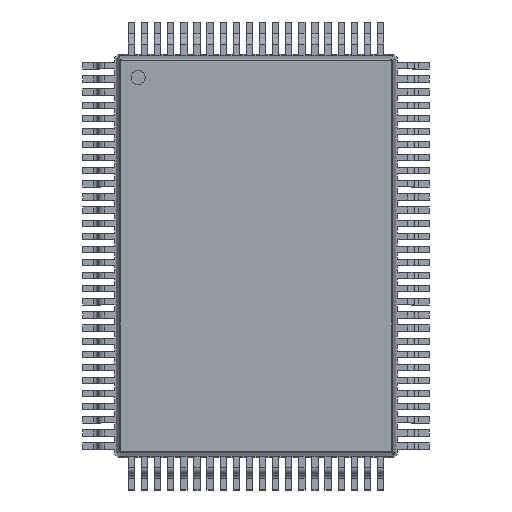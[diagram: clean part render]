
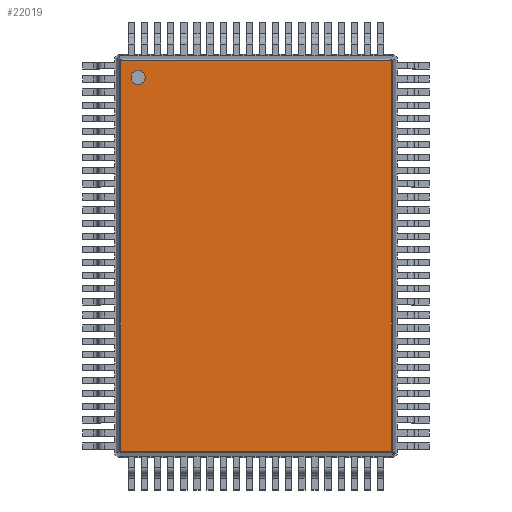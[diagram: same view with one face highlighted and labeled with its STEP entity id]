
A CAD part, top view. The second image highlights one B-rep face of the part: STEP entity #22019.
In plain terms, the highlighted planar face has unit normal (0, 0, 1).
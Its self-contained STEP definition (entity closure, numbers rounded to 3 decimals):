
#11375 = VERTEX_POINT('',#11376);
#11376 = CARTESIAN_POINT('',(-6.702,-9.68,2.8));
#11675 = EDGE_CURVE('',#11375,#11676,#11678,.T.);
#11676 = VERTEX_POINT('',#11677);
#11677 = CARTESIAN_POINT('',(-6.702,9.68,2.8));
#11678 = B_SPLINE_CURVE_WITH_KNOTS('',2,(#11679,#11680,#11681,#11682,
#11683),.UNSPECIFIED.,.F.,.F.,(3,1,1,3),(-0.993,
-0.043,19.439,20.389),.UNSPECIFIED.);
#11679 = CARTESIAN_POINT('',(-6.702,-10.691,2.8));
#11680 = CARTESIAN_POINT('',(-6.702,-10.216,2.8));
#11681 = CARTESIAN_POINT('',(-6.702,0.,2.8));
#11682 = CARTESIAN_POINT('',(-6.702,10.216,2.8));
#11683 = CARTESIAN_POINT('',(-6.702,10.691,2.8));
#21364 = EDGE_CURVE('',#11676,#21365,#21367,.T.);
#21365 = VERTEX_POINT('',#21366);
#21366 = CARTESIAN_POINT('',(-6.68,9.702,2.8));
#21367 = B_SPLINE_CURVE_WITH_KNOTS('',2,(#21368,#21369,#21370,#21371,
#21372),.UNSPECIFIED.,.F.,.F.,(3,1,1,3),(-0.346,
-0.043,0.111,0.414),.UNSPECIFIED.);
#21368 = CARTESIAN_POINT('',(-6.96,9.423,2.8));
#21369 = CARTESIAN_POINT('',(-6.853,9.53,2.8));
#21370 = CARTESIAN_POINT('',(-6.691,9.691,2.8));
#21371 = CARTESIAN_POINT('',(-6.53,9.853,2.8));
#21372 = CARTESIAN_POINT('',(-6.423,9.96,2.8));
#21694 = VERTEX_POINT('',#21695);
#21695 = CARTESIAN_POINT('',(-6.68,-9.702,2.8));
#21994 = EDGE_CURVE('',#21694,#11375,#21995,.T.);
#21995 = B_SPLINE_CURVE_WITH_KNOTS('',2,(#21996,#21997,#21998,#21999,
#22000),.UNSPECIFIED.,.F.,.F.,(3,1,1,3),(-0.346,
-0.043,0.111,0.414),.UNSPECIFIED.);
#21996 = CARTESIAN_POINT('',(-6.423,-9.96,2.8));
#21997 = CARTESIAN_POINT('',(-6.53,-9.853,2.8));
#21998 = CARTESIAN_POINT('',(-6.691,-9.691,2.8));
#21999 = CARTESIAN_POINT('',(-6.853,-9.53,2.8));
#22000 = CARTESIAN_POINT('',(-6.96,-9.423,2.8));
#22019 = ADVANCED_FACE('',(#22020,#22073),#22084,.T.);
#22020 = FACE_BOUND('',#22021,.T.);
#22021 = EDGE_LOOP('',(#22022,#22034,#22044,#22054,#22062,#22063,#22064,
#22065));
#22022 = ORIENTED_EDGE('',*,*,#22023,.F.);
#22023 = EDGE_CURVE('',#22024,#22026,#22028,.T.);
#22024 = VERTEX_POINT('',#22025);
#22025 = CARTESIAN_POINT('',(6.702,-9.68,2.8));
#22026 = VERTEX_POINT('',#22027);
#22027 = CARTESIAN_POINT('',(6.68,-9.702,2.8));
#22028 = B_SPLINE_CURVE_WITH_KNOTS('',2,(#22029,#22030,#22031,#22032,
#22033),.UNSPECIFIED.,.F.,.F.,(3,1,1,3),(-0.346,
-0.043,0.111,0.414),.UNSPECIFIED.);
#22029 = CARTESIAN_POINT('',(6.96,-9.423,2.8));
#22030 = CARTESIAN_POINT('',(6.853,-9.53,2.8));
#22031 = CARTESIAN_POINT('',(6.691,-9.691,2.8));
#22032 = CARTESIAN_POINT('',(6.53,-9.853,2.8));
#22033 = CARTESIAN_POINT('',(6.423,-9.96,2.8));
#22034 = ORIENTED_EDGE('',*,*,#22035,.F.);
#22035 = EDGE_CURVE('',#22036,#22024,#22038,.T.);
#22036 = VERTEX_POINT('',#22037);
#22037 = CARTESIAN_POINT('',(6.702,9.68,2.8));
#22038 = B_SPLINE_CURVE_WITH_KNOTS('',2,(#22039,#22040,#22041,#22042,
#22043),.UNSPECIFIED.,.F.,.F.,(3,1,1,3),(-0.993,
-0.043,19.439,20.389),.UNSPECIFIED.);
#22039 = CARTESIAN_POINT('',(6.702,10.691,2.8));
#22040 = CARTESIAN_POINT('',(6.702,10.216,2.8));
#22041 = CARTESIAN_POINT('',(6.702,0.,2.8));
#22042 = CARTESIAN_POINT('',(6.702,-10.216,2.8));
#22043 = CARTESIAN_POINT('',(6.702,-10.691,2.8));
#22044 = ORIENTED_EDGE('',*,*,#22045,.F.);
#22045 = EDGE_CURVE('',#22046,#22036,#22048,.T.);
#22046 = VERTEX_POINT('',#22047);
#22047 = CARTESIAN_POINT('',(6.68,9.702,2.8));
#22048 = B_SPLINE_CURVE_WITH_KNOTS('',2,(#22049,#22050,#22051,#22052,
#22053),.UNSPECIFIED.,.F.,.F.,(3,1,1,3),(-0.346,
-0.043,0.111,0.414),.UNSPECIFIED.);
#22049 = CARTESIAN_POINT('',(6.423,9.96,2.8));
#22050 = CARTESIAN_POINT('',(6.53,9.853,2.8));
#22051 = CARTESIAN_POINT('',(6.691,9.691,2.8));
#22052 = CARTESIAN_POINT('',(6.853,9.53,2.8));
#22053 = CARTESIAN_POINT('',(6.96,9.423,2.8));
#22054 = ORIENTED_EDGE('',*,*,#22055,.F.);
#22055 = EDGE_CURVE('',#21365,#22046,#22056,.T.);
#22056 = B_SPLINE_CURVE_WITH_KNOTS('',2,(#22057,#22058,#22059,#22060,
#22061),.UNSPECIFIED.,.F.,.F.,(3,1,1,3),(-0.699,
-0.043,13.439,14.095),.UNSPECIFIED.);
#22057 = CARTESIAN_POINT('',(-7.397,9.702,2.8));
#22058 = CARTESIAN_POINT('',(-7.069,9.702,2.8));
#22059 = CARTESIAN_POINT('',(0.,9.702,2.8));
#22060 = CARTESIAN_POINT('',(7.069,9.702,2.8));
#22061 = CARTESIAN_POINT('',(7.397,9.702,2.8));
#22062 = ORIENTED_EDGE('',*,*,#21364,.F.);
#22063 = ORIENTED_EDGE('',*,*,#11675,.F.);
#22064 = ORIENTED_EDGE('',*,*,#21994,.F.);
#22065 = ORIENTED_EDGE('',*,*,#22066,.F.);
#22066 = EDGE_CURVE('',#22026,#21694,#22067,.T.);
#22067 = B_SPLINE_CURVE_WITH_KNOTS('',2,(#22068,#22069,#22070,#22071,
#22072),.UNSPECIFIED.,.F.,.F.,(3,1,1,3),(-0.699,
-0.043,13.439,14.095),.UNSPECIFIED.);
#22068 = CARTESIAN_POINT('',(7.397,-9.702,2.8));
#22069 = CARTESIAN_POINT('',(7.069,-9.702,2.8));
#22070 = CARTESIAN_POINT('',(0.,-9.702,2.8));
#22071 = CARTESIAN_POINT('',(-7.069,-9.702,2.8));
#22072 = CARTESIAN_POINT('',(-7.397,-9.702,2.8));
#22073 = FACE_BOUND('',#22074,.T.);
#22074 = EDGE_LOOP('',(#22075));
#22075 = ORIENTED_EDGE('',*,*,#22076,.F.);
#22076 = EDGE_CURVE('',#22077,#22077,#22079,.T.);
#22077 = VERTEX_POINT('',#22078);
#22078 = CARTESIAN_POINT('',(-5.846,8.496,2.8));
#22079 = CIRCLE('',#22080,0.35);
#22080 = AXIS2_PLACEMENT_3D('',#22081,#22082,#22083);
#22081 = CARTESIAN_POINT('',(-5.846,8.846,2.8));
#22082 = DIRECTION('',(0.,0.,1.));
#22083 = DIRECTION('',(0.,-1.,0.));
#22084 = PLANE('',#22085);
#22085 = AXIS2_PLACEMENT_3D('',#22086,#22087,#22088);
#22086 = CARTESIAN_POINT('',(-6.698,9.746,2.8));
#22087 = DIRECTION('',(0.,0.,1.));
#22088 = DIRECTION('',(0.566,-0.824,0.));
